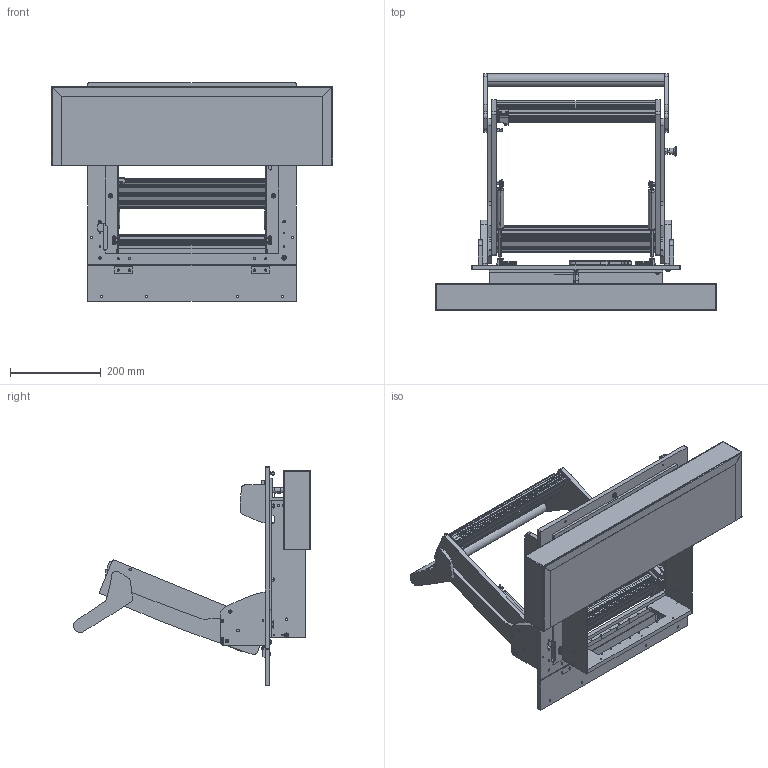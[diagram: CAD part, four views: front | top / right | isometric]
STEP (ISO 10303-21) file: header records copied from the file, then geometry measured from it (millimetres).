
FILE_DESCRIPTION (( 'STEP AP214' ), '1' );
FILE_NAME ('INGUN_37970_open.STEP', '2021-02-26T10:10:10', ( '' ), ( '' ), 'SwSTEP 2.0', 'SolidWorks 2018', '' );
FILE_SCHEMA (( 'AUTOMOTIVE_DESIGN' ));
Length unit declared in the file: millimetre
Products named in the file (76): 53839~0_S; DIN7991~n_M03,0x016 VA; 53838~0_S; 39891~3_KUNDE<S>; DIN6325~n_02,0m6x020; 31109~0; 57801~2_S; ASR~-a-s-r_拱04,2x07x拌8; K_02037~0_Standard ohne Dyn Punkt<Standard>; ISO7380~n_M03,0x005; 32661~0_S; DIN912~n_M04,0x020; 32724~1; 109949~0_KUNDE<S>; 35648~16; DIN6325~n_04,0m6x014; 30955~0_S; ISO7380~n_M05,0x020; 55713~1_KUNDE<S>; 32578~1_S; 30915~0; 53031~0_S; K_02037~0; 2281~0_180ø<Standard>; 55712~0_KUNDE<S>; 35650~11_KUNDE offen<S>; DIN6325~n_04,0m6x024; 39894~2_KUNDE<S>; DIN6325~n_03,0m6x010; DIN7991~n_M05,0x016; 38008~0_S; DIN912~n_M04,0x012; 38786~1; 48565~1_S; 53837~3_KUNDE<S>; 3521~0_Spring Pin ISO 8752 - 3 x 16 - St; DIN7991~n_M05,0x020; ISO7380~n_M05,0x008; DIN6325~n_04,0m6x012; 35151~0_S ...
Assembly tree (143 placements, depth 5):
  INGUN_37970_open
    35650~11_KUNDE offen<S>
      109770~0_offen<S>
        35648~16
        35661~4_S
        35662~11_S
        35663~9_S
        2281~0_180ø<Standard>  x2
          2281~0
        37188~1_S  x2
        53031~0_S
        35649~1_S
        35651~1_S
        31253~0_S
        30955~0_S
        30915~0
        ASR~-a-s-r_拱04,2x07x拌8  x2
        2528~0  x2
        31109~0
        35664~1_S
        48727~1_S
          48726~2_S
          DIN6325~n_04,0m6x012
          48565~1_S
          DIN912~n_M04,0x020  x2
          DIN125~n_06,4 M06,0 Fase
          DIN125~n_04,3 M04,0  x2
          49317~0
        48728~1_S
          48726~2_S
          DIN6325~n_04,0m6x012
          48565~1_S
          DIN125~n_06,4 M06,0 Fase
          DIN125~n_04,3 M04,0  x2
          DIN912~n_M04,0x020  x2
          49317~0
        DIN6325~n_04,0m6x016  x2
        DIN7991~n_M05,0x020  x7
        DIN7991~n_M05,0x016  x12
        DIN125~n_05,3 M05,0 Fase  x5
        DIN985-A2~n_M05,0  x5
        DIN6325~n_04,0m6x024
        DIN7991~n_M03,0x016 VA  x2
        DIN912~n_M04,0x012
        DIN6325~n_02,0m6x020
        DIN6325~n_03,0m6x010  x4
        ISO7380~n_M05,0x008  x2
      109934~0_KUNDE<S>
        53836~2_KUNDE<S>
        53837~3_KUNDE<S>
        34328~1_S  x2
        53839~0_S
        53838~0_S
        32587~4_S
        35097~0
        35716~2
        35151~0_S
        32724~1
        3521~0_Spring Pin ISO 8752 - 3 x 16 - St
        32578~1_S  x2
Bounding box: 622 x 523.73 x 483 mm (x, y, z)
Volume: 4102573.2 mm3; surface area: 1865438.9 mm2
Topology: 138 solids, 138 shells, 3565 faces, 9024 edges, 5724 vertices
Faces by surface type: cylinder 1498, plane 1346, cone 523, bspline 101, torus 53, sphere 44
Entity records: 77779 total; most frequent: CARTESIAN_POINT 13624, DIRECTION 12993, ORIENTED_EDGE 11592, EDGE_CURVE 5796, AXIS2_PLACEMENT_3D 4911, VERTEX_POINT 3723, VECTOR 3171, LINE 3171
